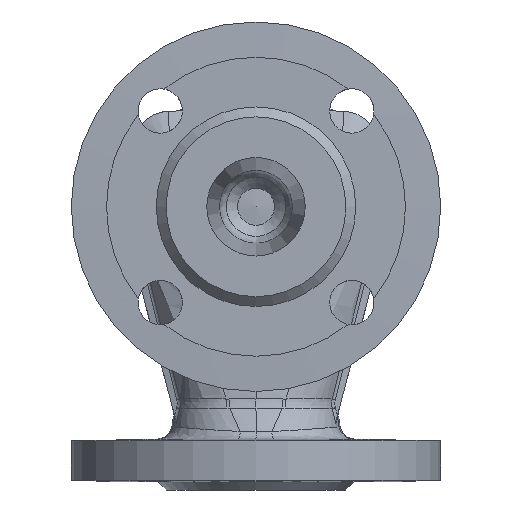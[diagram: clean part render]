
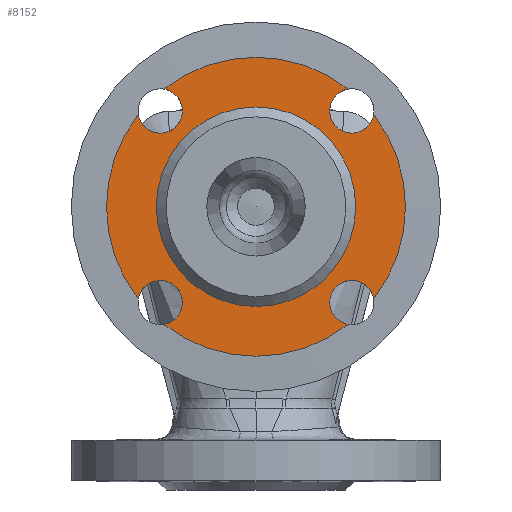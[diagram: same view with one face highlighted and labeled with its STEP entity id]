
A CAD part, front view. The second image highlights one B-rep face of the part: STEP entity #8152.
In plain terms, the highlighted planar face has unit normal (0, -1, 0).
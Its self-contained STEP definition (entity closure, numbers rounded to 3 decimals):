
#331=FACE_BOUND('',#2034,.T.);
#1512=FACE_OUTER_BOUND('',#2033,.T.);
#2033=EDGE_LOOP('',(#6427,#6428,#6429,#6430,#6431,#6432,#6433,#6434,#6435,
#6436,#6437));
#2034=EDGE_LOOP('',(#6438));
#3024=CIRCLE('',#8801,60.682);
#3025=CIRCLE('',#8802,60.682);
#3026=CIRCLE('',#8803,60.682);
#3027=CIRCLE('',#8804,60.682);
#3028=CIRCLE('',#8805,60.682);
#3029=CIRCLE('',#8807,9.);
#3030=CIRCLE('',#8809,9.);
#3031=CIRCLE('',#8810,9.);
#3032=CIRCLE('',#8811,9.);
#3033=CIRCLE('',#8812,9.);
#3034=CIRCLE('',#8813,9.);
#3035=CIRCLE('',#8814,40.5);
#3600=VERTEX_POINT('',#33340);
#3601=VERTEX_POINT('',#33342);
#3603=VERTEX_POINT('',#33357);
#3604=VERTEX_POINT('',#33364);
#3606=VERTEX_POINT('',#33373);
#3607=VERTEX_POINT('',#33386);
#3608=VERTEX_POINT('',#33388);
#3609=VERTEX_POINT('',#33403);
#3610=VERTEX_POINT('',#33405);
#3611=VERTEX_POINT('',#33426);
#3612=VERTEX_POINT('',#33429);
#3613=VERTEX_POINT('',#33432);
#4617=EDGE_CURVE('',#3601,#3600,#3024,.T.);
#4620=EDGE_CURVE('',#3604,#3603,#3025,.T.);
#4623=EDGE_CURVE('',#3607,#3606,#3026,.T.);
#4625=EDGE_CURVE('',#3609,#3608,#3027,.T.);
#4627=EDGE_CURVE('',#3600,#3610,#3028,.T.);
#4628=EDGE_CURVE('',#3606,#3604,#3029,.T.);
#4630=EDGE_CURVE('',#3603,#3601,#3030,.T.);
#4631=EDGE_CURVE('',#3610,#3611,#3031,.T.);
#4632=EDGE_CURVE('',#3611,#3609,#3032,.T.);
#4633=EDGE_CURVE('',#3608,#3612,#3033,.T.);
#4634=EDGE_CURVE('',#3612,#3607,#3034,.T.);
#4635=EDGE_CURVE('',#3613,#3613,#3035,.T.);
#6427=ORIENTED_EDGE('',*,*,#4628,.T.);
#6428=ORIENTED_EDGE('',*,*,#4620,.T.);
#6429=ORIENTED_EDGE('',*,*,#4630,.T.);
#6430=ORIENTED_EDGE('',*,*,#4617,.T.);
#6431=ORIENTED_EDGE('',*,*,#4627,.T.);
#6432=ORIENTED_EDGE('',*,*,#4631,.T.);
#6433=ORIENTED_EDGE('',*,*,#4632,.T.);
#6434=ORIENTED_EDGE('',*,*,#4625,.T.);
#6435=ORIENTED_EDGE('',*,*,#4633,.T.);
#6436=ORIENTED_EDGE('',*,*,#4634,.T.);
#6437=ORIENTED_EDGE('',*,*,#4623,.T.);
#6438=ORIENTED_EDGE('',*,*,#4635,.T.);
#7812=PLANE('',#8808);
#8152=ADVANCED_FACE('',(#1512,#331),#7812,.T.);
#8801=AXIS2_PLACEMENT_3D('',#33343,#9940,#9941);
#8802=AXIS2_PLACEMENT_3D('',#33365,#9942,#9943);
#8803=AXIS2_PLACEMENT_3D('',#33387,#9944,#9945);
#8804=AXIS2_PLACEMENT_3D('',#33404,#9946,#9947);
#8805=AXIS2_PLACEMENT_3D('',#33420,#9948,#9949);
#8807=AXIS2_PLACEMENT_3D('',#33422,#9952,#9953);
#8808=AXIS2_PLACEMENT_3D('',#33424,#9955,#9956);
#8809=AXIS2_PLACEMENT_3D('',#33425,#9957,#9958);
#8810=AXIS2_PLACEMENT_3D('',#33427,#9959,#9960);
#8811=AXIS2_PLACEMENT_3D('',#33428,#9961,#9962);
#8812=AXIS2_PLACEMENT_3D('',#33430,#9963,#9964);
#8813=AXIS2_PLACEMENT_3D('',#33431,#9965,#9966);
#8814=AXIS2_PLACEMENT_3D('',#33433,#9967,#9968);
#9940=DIRECTION('center_axis',(0.,-1.,0.));
#9941=DIRECTION('ref_axis',(0.617,0.,0.787));
#9942=DIRECTION('center_axis',(0.,-1.,0.));
#9943=DIRECTION('ref_axis',(0.787,0.,-0.617));
#9944=DIRECTION('center_axis',(0.,-1.,0.));
#9945=DIRECTION('ref_axis',(-0.617,0.,-0.787));
#9946=DIRECTION('center_axis',(0.,-1.,0.));
#9947=DIRECTION('ref_axis',(-0.787,0.,0.617));
#9948=DIRECTION('center_axis',(0.,-1.,0.));
#9949=DIRECTION('ref_axis',(0.617,0.,0.787));
#9952=DIRECTION('center_axis',(0.,1.,0.));
#9953=DIRECTION('ref_axis',(-0.163,0.,-0.987));
#9955=DIRECTION('center_axis',(0.,-1.,0.));
#9956=DIRECTION('ref_axis',(0.,0.,1.));
#9957=DIRECTION('center_axis',(0.,1.,0.));
#9958=DIRECTION('ref_axis',(-1.,0.,0.));
#9959=DIRECTION('center_axis',(0.,1.,0.));
#9960=DIRECTION('ref_axis',(1.,0.,0.));
#9961=DIRECTION('center_axis',(0.,1.,0.));
#9962=DIRECTION('ref_axis',(1.,0.,0.));
#9963=DIRECTION('center_axis',(0.,1.,0.));
#9964=DIRECTION('ref_axis',(1.,0.,0.));
#9965=DIRECTION('center_axis',(0.,1.,0.));
#9966=DIRECTION('ref_axis',(1.,0.,0.));
#9967=DIRECTION('center_axis',(0.,1.,0.));
#9968=DIRECTION('ref_axis',(0.,0.,-1.));
#33340=CARTESIAN_POINT('',(0.,-111.,60.682));
#33342=CARTESIAN_POINT('',(37.421,-111.,47.77));
#33343=CARTESIAN_POINT('Origin',(0.,-111.,0.));
#33357=CARTESIAN_POINT('',(47.77,-111.,37.421));
#33364=CARTESIAN_POINT('',(47.77,-111.,-37.421));
#33365=CARTESIAN_POINT('Origin',(0.,-111.,0.));
#33373=CARTESIAN_POINT('',(37.421,-111.,-47.77));
#33386=CARTESIAN_POINT('',(-37.421,-111.,-47.77));
#33387=CARTESIAN_POINT('Origin',(0.,-111.,0.));
#33388=CARTESIAN_POINT('',(-47.77,-111.,-37.421));
#33403=CARTESIAN_POINT('',(-47.77,-111.,37.421));
#33404=CARTESIAN_POINT('Origin',(0.,-111.,0.));
#33405=CARTESIAN_POINT('',(-37.421,-111.,47.77));
#33420=CARTESIAN_POINT('Origin',(0.,-111.,0.));
#33422=CARTESIAN_POINT('Origin',(38.891,-111.,-38.891));
#33424=CARTESIAN_POINT('Origin',(0.,-111.,0.));
#33425=CARTESIAN_POINT('Origin',(38.891,-111.,38.891));
#33426=CARTESIAN_POINT('',(-29.891,-111.,38.891));
#33427=CARTESIAN_POINT('Origin',(-38.891,-111.,38.891));
#33428=CARTESIAN_POINT('Origin',(-38.891,-111.,38.891));
#33429=CARTESIAN_POINT('',(-29.891,-111.,-38.891));
#33430=CARTESIAN_POINT('Origin',(-38.891,-111.,-38.891));
#33431=CARTESIAN_POINT('Origin',(-38.891,-111.,-38.891));
#33432=CARTESIAN_POINT('',(0.,-111.,40.5));
#33433=CARTESIAN_POINT('Origin',(0.,-111.,0.));
